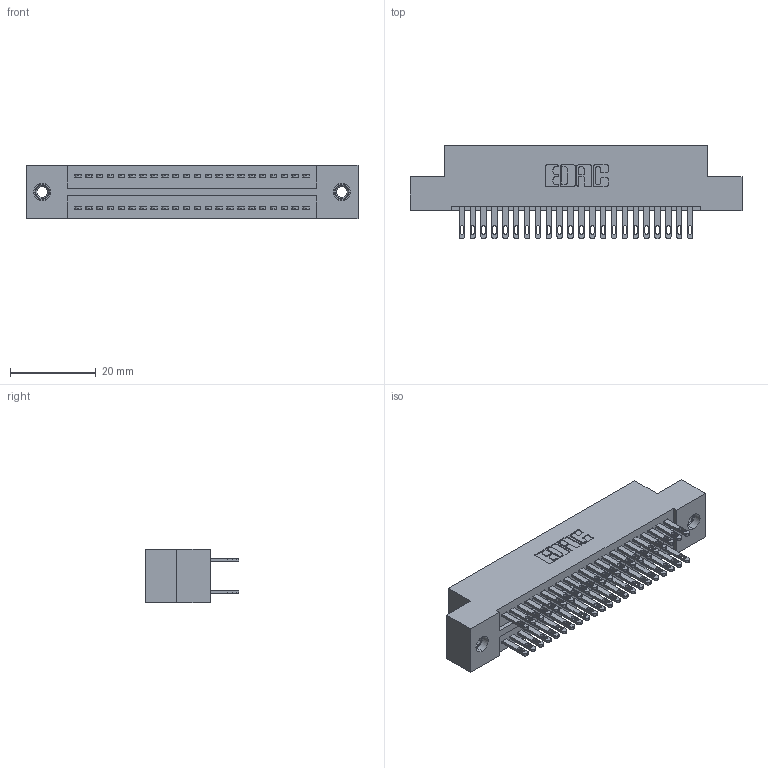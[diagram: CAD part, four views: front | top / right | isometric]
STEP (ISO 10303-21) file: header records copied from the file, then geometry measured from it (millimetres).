
FILE_DESCRIPTION (( 'STEP AP203' ), '1' );
FILE_NAME ('325-044-500-207.STEP', '2020-02-24T22:19:15', ( '' ), ( '' ), 'SwSTEP 2.0', 'SolidWorks 2016', '' );
FILE_SCHEMA (( 'CONFIG_CONTROL_DESIGN' ));
Length unit declared in the file: inch
Products named in the file (4): 325 Part_TI; 345-250-001_345-250-005-103; 325-044-500-207; 325-292-001_325-293-100
Assembly tree (47 placements, depth 2):
  325-044-500-207
    325 Part_TI
    325-292-001_325-293-100  x44
    345-250-001_345-250-005-103  x2
Bounding box: 77.6 x 21.84 x 12.45 mm (x, y, z)
Volume: 9958.9 mm3; surface area: 12066 mm2
Topology: 47 solids, 47 shells, 2286 faces, 6915 edges, 4602 vertices
Faces by surface type: plane 1422, cylinder 848, cone 12, torus 4
Entity records: 17856 total; most frequent: CARTESIAN_POINT 2965, ORIENTED_EDGE 2894, DIRECTION 2601, EDGE_CURVE 1447, LINE 1295, VECTOR 1295, VERTEX_POINT 960, AXIS2_PLACEMENT_3D 653
